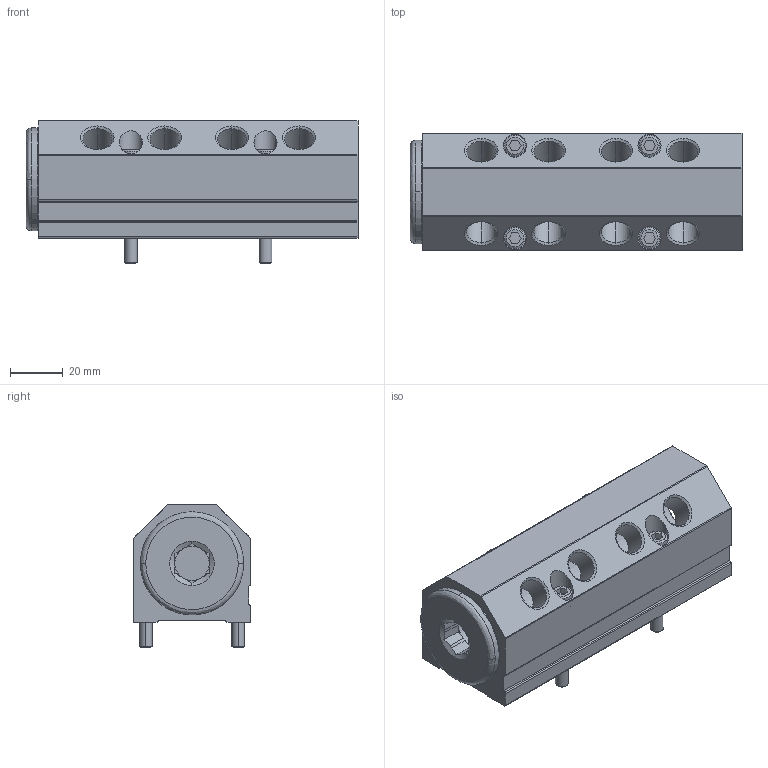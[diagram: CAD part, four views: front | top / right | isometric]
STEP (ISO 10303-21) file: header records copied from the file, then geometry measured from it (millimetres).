
FILE_DESCRIPTION (( 'STEP AP203' ), '1' );
FILE_NAME ('IM3-4-BD-8-1-4-N-R.step', '2024-08-21T11:24:45', ( '' ), ( '' ), 'SwSTEP 2.0', 'SolidWorks 2023', '' );
FILE_SCHEMA (( 'CONFIG_CONTROL_DESIGN' ));
Length unit declared in the file: inch
Products named in the file (1): IM3-4-BD-8-1-4-N-R
Bounding box: 125.35 x 44.45 x 53.98 mm (x, y, z)
Volume: 159435.7 mm3; surface area: 42963.7 mm2
Topology: 6 solids, 6 shells, 216 faces, 520 edges, 334 vertices
Faces by surface type: plane 82, cylinder 74, cone 48, bspline 12
Entity records: 7983 total; most frequent: CARTESIAN_POINT 2771, DIRECTION 1100, ORIENTED_EDGE 1040, EDGE_CURVE 520, AXIS2_PLACEMENT_3D 423, VERTEX_POINT 334, EDGE_LOOP 260, VECTOR 254
